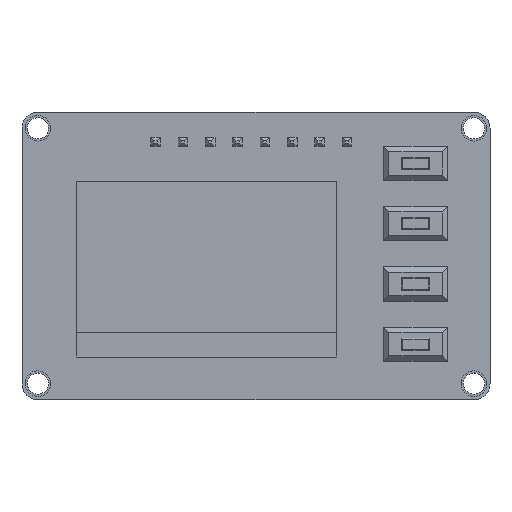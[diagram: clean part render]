
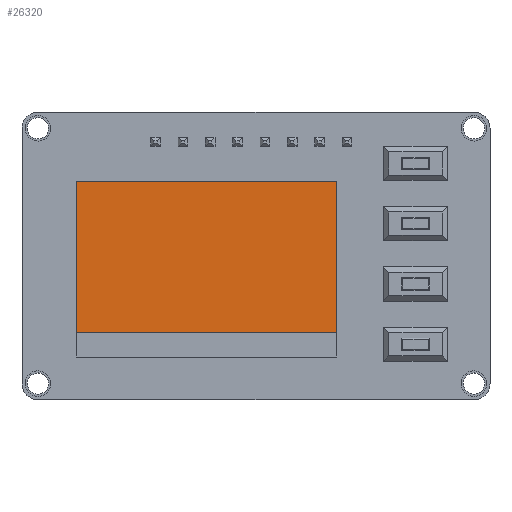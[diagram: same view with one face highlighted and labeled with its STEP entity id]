
A CAD part, top view. The second image highlights one B-rep face of the part: STEP entity #26320.
In plain terms, the highlighted free-form (B-spline) face has degree [1, 1] with [2, 2] control points.
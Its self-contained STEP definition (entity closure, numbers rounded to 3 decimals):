
#26152 = EDGE_CURVE('',#26153,#26155,#26157,.T.);
#26153 = VERTEX_POINT('',#26154);
#26154 = CARTESIAN_POINT('',(-17.483,-7.458,
    2.69));
#26155 = VERTEX_POINT('',#26156);
#26156 = CARTESIAN_POINT('',(7.862,-7.458,
    2.69));
#26157 = B_SPLINE_CURVE_WITH_KNOTS('',1,(#26158,#26159),.UNSPECIFIED.,
  .F.,.F.,(2,2),(-6.125,18.375),.PIECEWISE_BEZIER_KNOTS.);
#26158 = CARTESIAN_POINT('',(-17.483,-7.458,
    2.69));
#26159 = CARTESIAN_POINT('',(7.862,-7.458,
    2.69));
#26233 = VERTEX_POINT('',#26234);
#26234 = CARTESIAN_POINT('',(7.862,7.241,
    2.69));
#26239 = EDGE_CURVE('',#26155,#26233,#26240,.T.);
#26240 = B_SPLINE_CURVE_WITH_KNOTS('',1,(#26241,#26242),.UNSPECIFIED.,
  .F.,.F.,(2,2),(2.29,16.5),.PIECEWISE_BEZIER_KNOTS.);
#26241 = CARTESIAN_POINT('',(7.862,-7.458,
    2.69));
#26242 = CARTESIAN_POINT('',(7.862,7.241,
    2.69));
#26282 = VERTEX_POINT('',#26283);
#26283 = CARTESIAN_POINT('',(-17.483,7.241,
    2.69));
#26288 = EDGE_CURVE('',#26233,#26282,#26289,.T.);
#26289 = B_SPLINE_CURVE_WITH_KNOTS('',1,(#26290,#26291),.UNSPECIFIED.,
  .F.,.F.,(2,2),(0.,24.5),.PIECEWISE_BEZIER_KNOTS.);
#26290 = CARTESIAN_POINT('',(7.862,7.241,
    2.69));
#26291 = CARTESIAN_POINT('',(-17.483,7.241,
    2.69));
#26303 = EDGE_CURVE('',#26282,#26153,#26304,.T.);
#26304 = B_SPLINE_CURVE_WITH_KNOTS('',1,(#26305,#26306),.UNSPECIFIED.,
  .F.,.F.,(2,2),(0.,14.21),.PIECEWISE_BEZIER_KNOTS.);
#26305 = CARTESIAN_POINT('',(-17.483,7.241,
    2.69));
#26306 = CARTESIAN_POINT('',(-17.483,-7.458,
    2.69));
#26320 = ADVANCED_FACE('',(#26321),#26327,.T.);
#26321 = FACE_BOUND('',#26322,.T.);
#26322 = EDGE_LOOP('',(#26323,#26324,#26325,#26326));
#26323 = ORIENTED_EDGE('',*,*,#26152,.T.);
#26324 = ORIENTED_EDGE('',*,*,#26239,.T.);
#26325 = ORIENTED_EDGE('',*,*,#26288,.T.);
#26326 = ORIENTED_EDGE('',*,*,#26303,.T.);
#26327 = B_SPLINE_SURFACE_WITH_KNOTS('',1,1,(
    (#26328,#26329)
    ,(#26330,#26331
    )),.UNSPECIFIED.,.F.,.F.,.F.,(2,2),(2,2),(-12.25,12.25),(
    -5.96,8.25),.PIECEWISE_BEZIER_KNOTS.);
#26328 = CARTESIAN_POINT('',(-17.483,-7.458,
    2.69));
#26329 = CARTESIAN_POINT('',(-17.483,7.241,
    2.69));
#26330 = CARTESIAN_POINT('',(7.862,-7.458,
    2.69));
#26331 = CARTESIAN_POINT('',(7.862,7.241,
    2.69));
